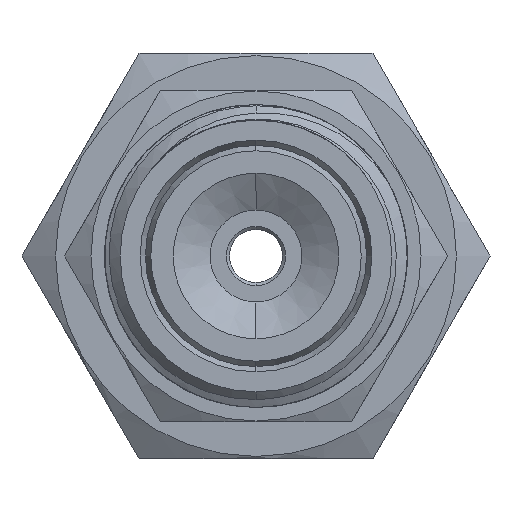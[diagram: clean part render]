
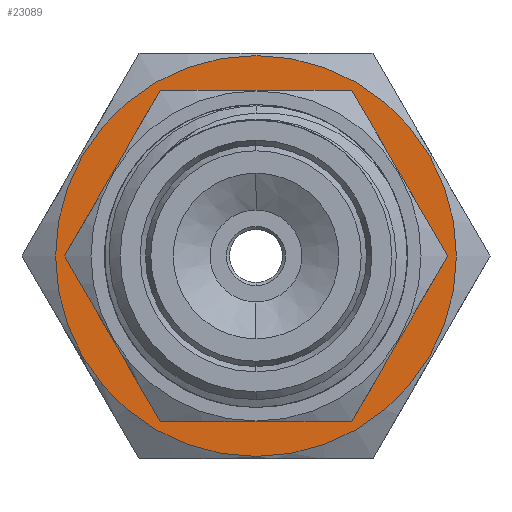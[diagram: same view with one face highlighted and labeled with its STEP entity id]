
A CAD part, left-side view. The second image highlights one B-rep face of the part: STEP entity #23089.
In plain terms, the highlighted planar face has unit normal (-1, 0, 0).
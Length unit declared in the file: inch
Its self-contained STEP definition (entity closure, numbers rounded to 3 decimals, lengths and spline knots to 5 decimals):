
#1106 = CARTESIAN_POINT ( 'NONE',  ( -1.13, 0., 0. ) ) ;
#1526 = EDGE_CURVE ( 'NONE', #18391, #18270, #27334, .T. ) ;
#2571 = CARTESIAN_POINT ( 'NONE',  ( -1.13, 0., 0. ) ) ;
#2925 = CARTESIAN_POINT ( 'NONE',  ( -1.13, 0., -0.68 ) ) ;
#3768 = CARTESIAN_POINT ( 'NONE',  ( -1.13, 0., 0.68 ) ) ;
#5383 = ORIENTED_EDGE ( 'NONE', *, *, #22403, .F. ) ;
#7279 = VERTEX_POINT ( 'NONE', #11767 ) ;
#10111 = CARTESIAN_POINT ( 'NONE',  ( -1.13, 0.68, 0. ) ) ;
#11341 = FACE_BOUND ( 'NONE', #23468, .T. ) ;
#11563 = ORIENTED_EDGE ( 'NONE', *, *, #1526, .F. ) ;
#11767 = CARTESIAN_POINT ( 'NONE',  ( -1.13, 0., 0.3485 ) ) ;
#12457 = CARTESIAN_POINT ( 'NONE',  ( -1.13, 0., -0.3485 ) ) ;
#12548 = ORIENTED_EDGE ( 'NONE', *, *, #31913, .T. ) ;
#13245 = EDGE_LOOP ( 'NONE', ( #5383, #11563 ) ) ;
#14516 = DIRECTION ( 'NONE',  ( 1., 0., 0. ) ) ;
#15495 = AXIS2_PLACEMENT_3D ( 'NONE', #26834, #37348, #17303 ) ;
#15893 = CIRCLE ( 'NONE', #39691, 0.3485 ) ;
#17249 = DIRECTION ( 'NONE',  ( 0., 0., 1. ) ) ;
#17303 = DIRECTION ( 'NONE',  ( 0., 0., -1. ) ) ;
#18270 = VERTEX_POINT ( 'NONE', #2925 ) ;
#18391 = VERTEX_POINT ( 'NONE', #3768 ) ;
#18919 = AXIS2_PLACEMENT_3D ( 'NONE', #10111, #37577, #17249 ) ;
#19816 = DIRECTION ( 'NONE',  ( 0., 0., -1. ) ) ;
#20145 = DIRECTION ( 'NONE',  ( 0., 0., -1. ) ) ;
#20561 = ORIENTED_EDGE ( 'NONE', *, *, #21052, .T. ) ;
#21052 = EDGE_CURVE ( 'NONE', #36598, #7279, #15893, .T. ) ;
#22403 = EDGE_CURVE ( 'NONE', #18270, #18391, #37358, .T. ) ;
#23089 = ADVANCED_FACE ( 'NONE', ( #11341, #35255 ), #34190, .T. ) ;
#23468 = EDGE_LOOP ( 'NONE', ( #20561, #12548 ) ) ;
#26834 = CARTESIAN_POINT ( 'NONE',  ( -1.13, 0., 0. ) ) ;
#27334 = CIRCLE ( 'NONE', #30691, 0.68 ) ;
#30124 = DIRECTION ( 'NONE',  ( 1., 0., 0. ) ) ;
#30416 = CARTESIAN_POINT ( 'NONE',  ( -1.13, 0., 0. ) ) ;
#30691 = AXIS2_PLACEMENT_3D ( 'NONE', #1106, #14516, #35281 ) ;
#31913 = EDGE_CURVE ( 'NONE', #7279, #36598, #33720, .T. ) ;
#33720 = CIRCLE ( 'NONE', #44094, 0.3485 ) ;
#34190 = PLANE ( 'NONE',  #18919 ) ;
#35255 = FACE_OUTER_BOUND ( 'NONE', #13245, .T. ) ;
#35281 = DIRECTION ( 'NONE',  ( 0., 0., -1. ) ) ;
#36598 = VERTEX_POINT ( 'NONE', #12457 ) ;
#37348 = DIRECTION ( 'NONE',  ( 1., 0., 0. ) ) ;
#37358 = CIRCLE ( 'NONE', #15495, 0.68 ) ;
#37577 = DIRECTION ( 'NONE',  ( -1., 0., 0. ) ) ;
#39691 = AXIS2_PLACEMENT_3D ( 'NONE', #30416, #30124, #20145 ) ;
#40171 = DIRECTION ( 'NONE',  ( 1., 0., 0. ) ) ;
#44094 = AXIS2_PLACEMENT_3D ( 'NONE', #2571, #40171, #19816 ) ;
